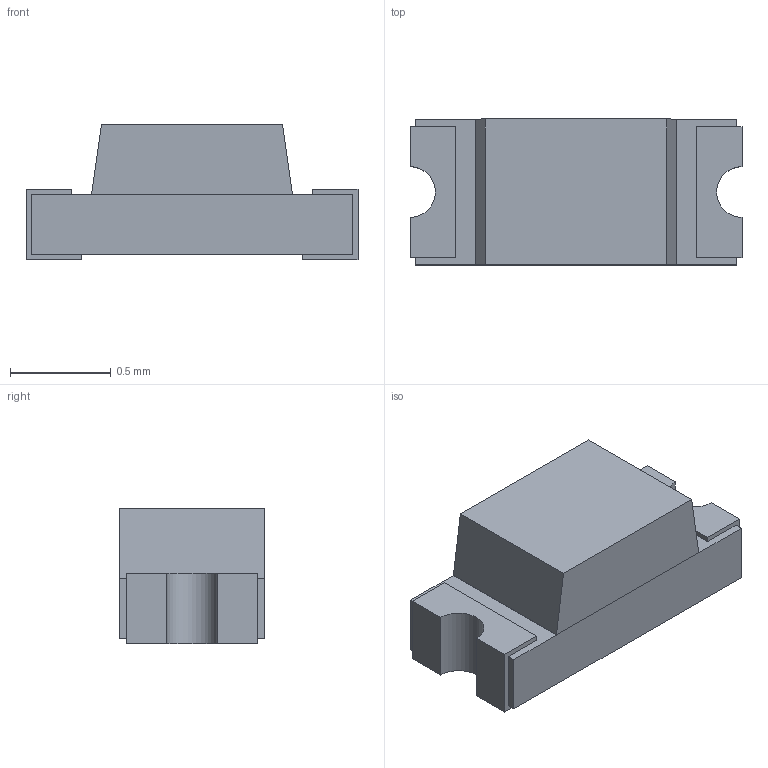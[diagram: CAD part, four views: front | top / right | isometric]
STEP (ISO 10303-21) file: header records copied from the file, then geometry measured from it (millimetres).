
FILE_DESCRIPTION(('FreeCAD Model'),'2;1');
FILE_NAME('LED_0603_white.step','2017-11-03T23:29:47',('Author'),(''), 'Open CASCADE STEP processor 6.8','FreeCAD','Unknown');
FILE_SCHEMA(('AUTOMOTIVE_DESIGN_CC2 { 1 2 10303 214 -1 1 5 4 }'));
Length unit declared in the file: millimetre
Products named in the file (3): ASSEMBLY; Common; Cut
Assembly tree (2 placements, depth 2):
  ASSEMBLY
    Common
    Cut
Bounding box: 1.65 x 0.72 x 0.68 mm (x, y, z)
Volume: 0.6 mm3; surface area: 6.7 mm2
Topology: 2 solids, 6 shells, 56 faces, 132 edges, 88 vertices
Faces by surface type: plane 46, cylinder 10
Entity records: 1995 total; most frequent: CARTESIAN_POINT 279, DIRECTION 270, ORIENTED_EDGE 264, EDGE_CURVE 132, LINE 112, VECTOR 112, VERTEX_POINT 88, AXIS2_PLACEMENT_3D 79
